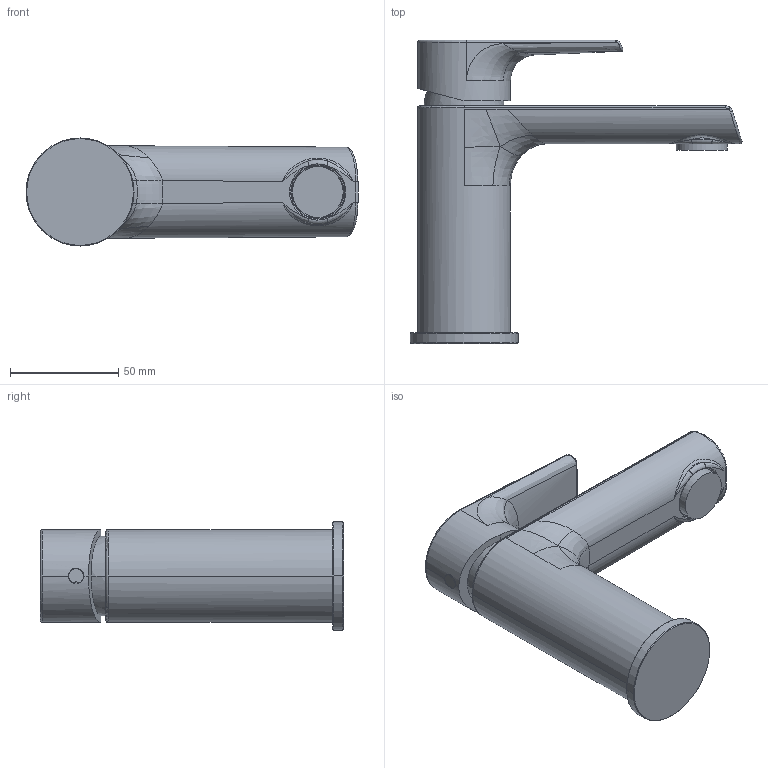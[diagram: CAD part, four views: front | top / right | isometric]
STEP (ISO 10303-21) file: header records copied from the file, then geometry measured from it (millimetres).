
FILE_DESCRIPTION(/* description */ (''),/* implementation_level */ '2;1');
FILE_NAME(/* name */ '3D_TVW10700100161_SHELL.stp',/* time_stamp */ '2023-07-05T11:23:44+02:00',/* author */ (''),/* organization */ (''),/* preprocessor_version */ 'ST-DEVELOPER v18.1',/* originating_system */ 'SIEMENS PLM Software NX 1973',/* authorisation */ '');
FILE_SCHEMA (('AUTOMOTIVE_DESIGN { 1 0 10303 214 3 1 1 1 }'));
Length unit declared in the file: millimetre
Products named in the file (1): 3D_TVW10700100161_LIBERTY_500513VEB10CR_SHELL_02_stp
Bounding box: 153.64 x 140.3 x 50 mm (x, y, z)
Volume: 290559.8 mm3; surface area: 39671.8 mm2
Topology: 1 solids, 1 shells, 97 faces, 234 edges, 142 vertices
Faces by surface type: bspline 38, cylinder 25, plane 17, torus 11, cone 6
Full cylindrical faces by diameter (mm): 23.5 x1
Entity records: 7299 total; most frequent: CARTESIAN_POINT 5292, ORIENTED_EDGE 464, DIRECTION 335, EDGE_CURVE 232, AXIS2_PLACEMENT_3D 142, VERTEX_POINT 141, EDGE_LOOP 101, ADVANCED_FACE 97
